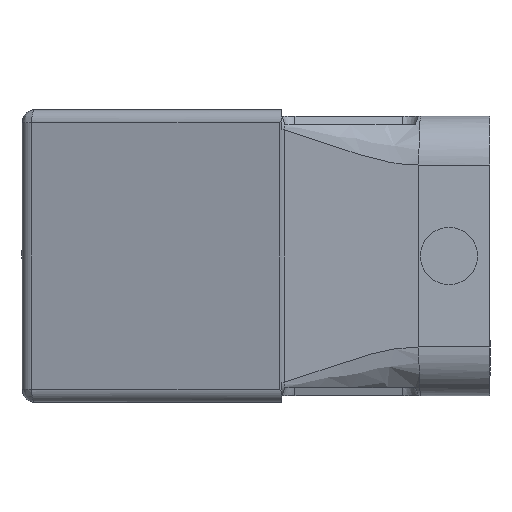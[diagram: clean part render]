
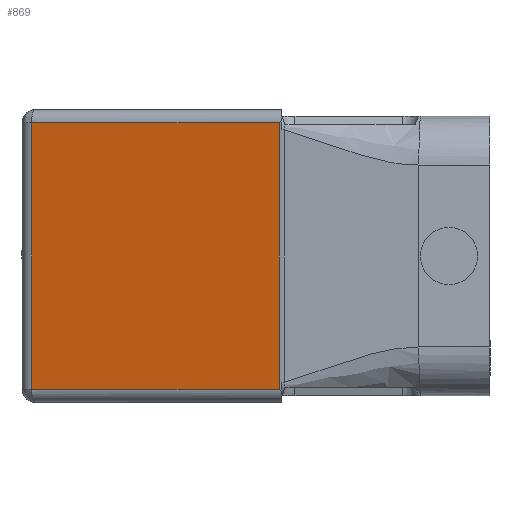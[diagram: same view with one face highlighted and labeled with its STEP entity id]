
A CAD part, left-side view. The second image highlights one B-rep face of the part: STEP entity #869.
In plain terms, the highlighted planar face has unit normal (-0.966, 0.259, 0).
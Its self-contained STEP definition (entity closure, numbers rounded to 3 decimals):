
#869=ADVANCED_FACE('',(#1130),#5006,.F.);
#1130=FACE_OUTER_BOUND('',#1344,.T.);
#1344=EDGE_LOOP('',(#2847,#2848,#2849,#2850));
#1768=LINE('',#7670,#2195);
#1769=LINE('',#7673,#2196);
#1770=LINE('',#7675,#2197);
#1771=LINE('',#7677,#2198);
#2195=VECTOR('',#6056,1.);
#2196=VECTOR('',#6057,1.);
#2197=VECTOR('',#6058,1.);
#2198=VECTOR('',#6059,1.);
#2847=ORIENTED_EDGE('',*,*,#4234,.F.);
#2848=ORIENTED_EDGE('',*,*,#4235,.F.);
#2849=ORIENTED_EDGE('',*,*,#4236,.F.);
#2850=ORIENTED_EDGE('',*,*,#4237,.F.);
#3745=VERTEX_POINT('',#7671);
#3746=VERTEX_POINT('',#7672);
#3747=VERTEX_POINT('',#7674);
#3748=VERTEX_POINT('',#7676);
#4234=EDGE_CURVE('',#3745,#3746,#1768,.T.);
#4235=EDGE_CURVE('',#3747,#3745,#1769,.T.);
#4236=EDGE_CURVE('',#3748,#3747,#1770,.T.);
#4237=EDGE_CURVE('',#3746,#3748,#1771,.T.);
#5006=PLANE('',#5356);
#5356=AXIS2_PLACEMENT_3D('',#7678,#6060,#6061);
#6056=DIRECTION('',(0.259,0.966,0.));
#6057=DIRECTION('',(0.,0.,-1.));
#6058=DIRECTION('',(-0.259,-0.966,0.));
#6059=DIRECTION('',(0.,0.,1.));
#6060=DIRECTION('',(0.966,-0.259,0.));
#6061=DIRECTION('',(0.259,0.966,0.));
#7670=CARTESIAN_POINT('',(-34.348,23.423,-20.5));
#7671=CARTESIAN_POINT('',(-34.348,23.423,-20.5));
#7672=CARTESIAN_POINT('',(-24.141,61.518,-20.5));
#7673=CARTESIAN_POINT('',(-34.348,23.423,20.5));
#7674=CARTESIAN_POINT('',(-34.348,23.423,20.5));
#7675=CARTESIAN_POINT('',(-24.141,61.518,20.5));
#7676=CARTESIAN_POINT('',(-24.141,61.518,20.5));
#7677=CARTESIAN_POINT('',(-24.141,61.518,-20.5));
#7678=CARTESIAN_POINT('',(-34.488,22.903,-22.6));
